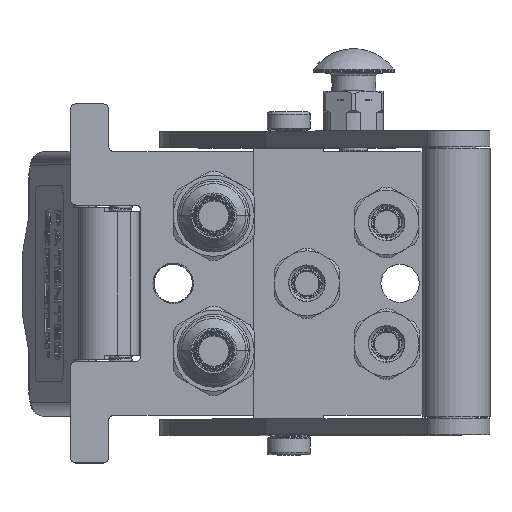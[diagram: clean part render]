
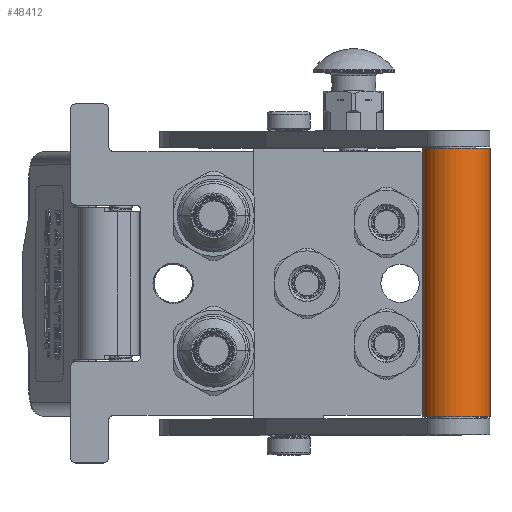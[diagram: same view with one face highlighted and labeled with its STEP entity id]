
A CAD part, top view. The second image highlights one B-rep face of the part: STEP entity #48412.
In plain terms, the highlighted cylindrical face has radius 12.5 mm (diameter 25 mm), a partial arc.
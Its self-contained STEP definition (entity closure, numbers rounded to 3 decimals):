
#5984 = EDGE_CURVE ( 'NONE', #63555, #67326, #70954, .T. ) ;
#7105 = EDGE_CURVE ( 'NONE', #112839, #24054, #121435, .T. ) ;
#17053 = DIRECTION ( 'NONE',  ( -1., 0., 0. ) ) ;
#21050 = FACE_OUTER_BOUND ( 'NONE', #67927, .T. ) ;
#22416 = CARTESIAN_POINT ( 'NONE',  ( 104., 0., -12.5 ) ) ;
#24054 = VERTEX_POINT ( 'NONE', #36247 ) ;
#25670 = DIRECTION ( 'NONE',  ( -1., 0., 0. ) ) ;
#28895 = CARTESIAN_POINT ( 'NONE',  ( 104., 0., -12.5 ) ) ;
#29398 = AXIS2_PLACEMENT_3D ( 'NONE', #49051, #30096, #122510 ) ;
#30096 = DIRECTION ( 'NONE',  ( -1., 0., 0. ) ) ;
#34306 = VECTOR ( 'NONE', #66113, 1000. ) ;
#36247 = CARTESIAN_POINT ( 'NONE',  ( 4.5, 0., 12.5 ) ) ;
#37025 = EDGE_CURVE ( 'NONE', #67326, #24054, #38142, .T. ) ;
#38142 = CIRCLE ( 'NONE', #84477, 12.5 ) ;
#46455 = DIRECTION ( 'NONE',  ( 0., 0., -1. ) ) ;
#48412 = ADVANCED_FACE ( 'NONE', ( #21050 ), #95389, .T. ) ;
#49051 = CARTESIAN_POINT ( 'NONE',  ( -5.425, 0., 0. ) ) ;
#51534 = CARTESIAN_POINT ( 'NONE',  ( 4.5, 0., -12.5 ) ) ;
#57638 = DIRECTION ( 'NONE',  ( 0., 0., -1. ) ) ;
#59665 = VECTOR ( 'NONE', #60420, 1000. ) ;
#60420 = DIRECTION ( 'NONE',  ( -1., 0., 0. ) ) ;
#62081 = ORIENTED_EDGE ( 'NONE', *, *, #107371, .T. ) ;
#63555 = VERTEX_POINT ( 'NONE', #22416 ) ;
#66113 = DIRECTION ( 'NONE',  ( -1., 0., 0. ) ) ;
#67326 = VERTEX_POINT ( 'NONE', #51534 ) ;
#67927 = EDGE_LOOP ( 'NONE', ( #62081, #86856, #100615, #122340 ) ) ;
#70954 = LINE ( 'NONE', #28895, #59665 ) ;
#77066 = CARTESIAN_POINT ( 'NONE',  ( 4.5, 0., 0. ) ) ;
#84477 = AXIS2_PLACEMENT_3D ( 'NONE', #77066, #25670, #57638 ) ;
#86856 = ORIENTED_EDGE ( 'NONE', *, *, #7105, .T. ) ;
#87679 = CIRCLE ( 'NONE', #117184, 12.5 ) ;
#95389 = CYLINDRICAL_SURFACE ( 'NONE', #29398, 12.5 ) ;
#100615 = ORIENTED_EDGE ( 'NONE', *, *, #37025, .F. ) ;
#107371 = EDGE_CURVE ( 'NONE', #63555, #112839, #87679, .T. ) ;
#112839 = VERTEX_POINT ( 'NONE', #126742 ) ;
#117037 = CARTESIAN_POINT ( 'NONE',  ( 104., 0., 12.5 ) ) ;
#117184 = AXIS2_PLACEMENT_3D ( 'NONE', #119909, #17053, #46455 ) ;
#119909 = CARTESIAN_POINT ( 'NONE',  ( 104., 0., 0. ) ) ;
#121435 = LINE ( 'NONE', #117037, #34306 ) ;
#122340 = ORIENTED_EDGE ( 'NONE', *, *, #5984, .F. ) ;
#122510 = DIRECTION ( 'NONE',  ( 0., 0., 1. ) ) ;
#126742 = CARTESIAN_POINT ( 'NONE',  ( 104., 0., 12.5 ) ) ;
